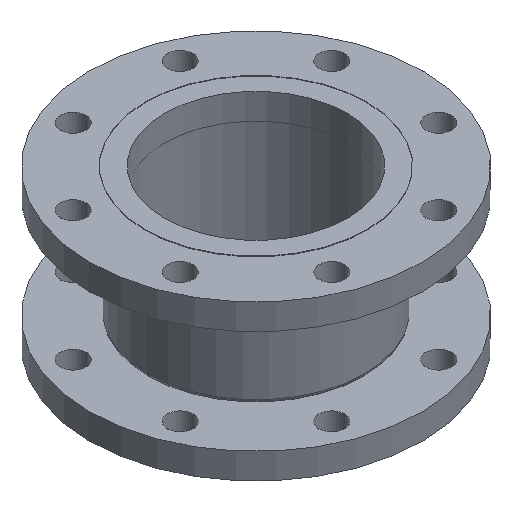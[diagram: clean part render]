
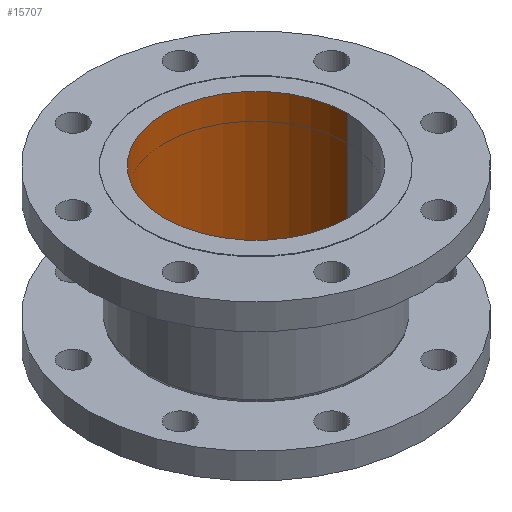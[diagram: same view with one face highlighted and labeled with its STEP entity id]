
A CAD part, isometric view. The second image highlights one B-rep face of the part: STEP entity #15707.
In plain terms, the highlighted cylindrical face has radius 78.25 mm (diameter 156.5 mm), a partial arc.
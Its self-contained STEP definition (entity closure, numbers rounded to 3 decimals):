
#1414 = CIRCLE ( 'NONE', #15518, 78.25 ) ;
#1634 = DIRECTION ( 'NONE',  ( 0., 0., 1. ) ) ;
#2926 = DIRECTION ( 'NONE',  ( 1., 0., 0. ) ) ;
#4737 = EDGE_CURVE ( 'NONE', #6630, #28038, #8269, .T. ) ;
#5307 = ORIENTED_EDGE ( 'NONE', *, *, #21271, .T. ) ;
#5673 = CARTESIAN_POINT ( 'NONE',  ( 0., 0., -134. ) ) ;
#6630 = VERTEX_POINT ( 'NONE', #25563 ) ;
#8269 = LINE ( 'NONE', #12841, #17135 ) ;
#9745 = CIRCLE ( 'NONE', #15412, 78.25 ) ;
#10746 = LINE ( 'NONE', #17225, #17412 ) ;
#10960 = CARTESIAN_POINT ( 'NONE',  ( 0., 0., 10.973 ) ) ;
#12142 = DIRECTION ( 'NONE',  ( 1., 0., 0. ) ) ;
#12841 = CARTESIAN_POINT ( 'NONE',  ( -78.25, 0., 10.973 ) ) ;
#12978 = ORIENTED_EDGE ( 'NONE', *, *, #25167, .F. ) ;
#13197 = EDGE_LOOP ( 'NONE', ( #14658, #12978, #21577, #5307 ) ) ;
#14105 = DIRECTION ( 'NONE',  ( 0., 0., 1. ) ) ;
#14658 = ORIENTED_EDGE ( 'NONE', *, *, #4737, .F. ) ;
#15243 = DIRECTION ( 'NONE',  ( 1., 0., 0. ) ) ;
#15389 = DIRECTION ( 'NONE',  ( 0., 0., 1. ) ) ;
#15412 = AXIS2_PLACEMENT_3D ( 'NONE', #5673, #25539, #12142 ) ;
#15449 = VERTEX_POINT ( 'NONE', #26600 ) ;
#15518 = AXIS2_PLACEMENT_3D ( 'NONE', #27795, #14105, #2926 ) ;
#15707 = ADVANCED_FACE ( 'NONE', ( #17448 ), #26568, .F. ) ;
#16588 = CARTESIAN_POINT ( 'NONE',  ( 78.25, 0., -134. ) ) ;
#17135 = VECTOR ( 'NONE', #21814, 1000. ) ;
#17225 = CARTESIAN_POINT ( 'NONE',  ( 78.25, 0., 10.973 ) ) ;
#17412 = VECTOR ( 'NONE', #1634, 1000. ) ;
#17448 = FACE_OUTER_BOUND ( 'NONE', #13197, .T. ) ;
#19617 = CARTESIAN_POINT ( 'NONE',  ( -78.25, 0., 0. ) ) ;
#21055 = EDGE_CURVE ( 'NONE', #25672, #15449, #10746, .T. ) ;
#21271 = EDGE_CURVE ( 'NONE', #15449, #28038, #1414, .T. ) ;
#21577 = ORIENTED_EDGE ( 'NONE', *, *, #21055, .T. ) ;
#21814 = DIRECTION ( 'NONE',  ( 0., 0., 1. ) ) ;
#25167 = EDGE_CURVE ( 'NONE', #25672, #6630, #9745, .T. ) ;
#25539 = DIRECTION ( 'NONE',  ( 0., 0., 1. ) ) ;
#25563 = CARTESIAN_POINT ( 'NONE',  ( -78.25, 0., -134. ) ) ;
#25672 = VERTEX_POINT ( 'NONE', #16588 ) ;
#26568 = CYLINDRICAL_SURFACE ( 'NONE', #28904, 78.25 ) ;
#26600 = CARTESIAN_POINT ( 'NONE',  ( 78.25, 0., 0. ) ) ;
#27795 = CARTESIAN_POINT ( 'NONE',  ( 0., 0., 0. ) ) ;
#28038 = VERTEX_POINT ( 'NONE', #19617 ) ;
#28904 = AXIS2_PLACEMENT_3D ( 'NONE', #10960, #15389, #15243 ) ;
